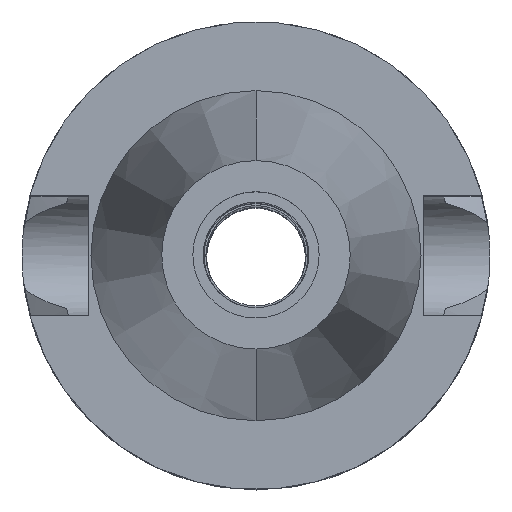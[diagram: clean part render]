
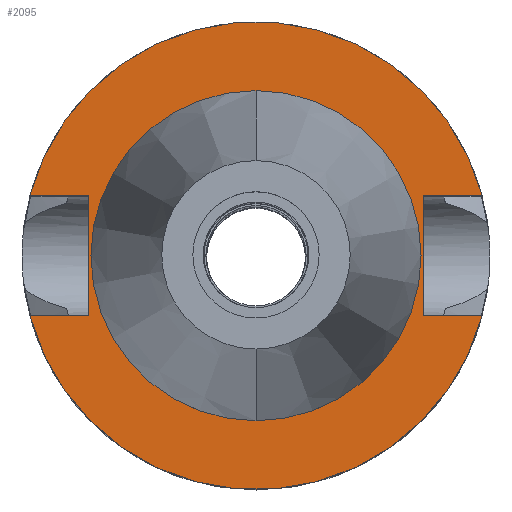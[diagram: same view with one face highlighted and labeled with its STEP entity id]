
A CAD part, top view. The second image highlights one B-rep face of the part: STEP entity #2095.
In plain terms, the highlighted planar face has unit normal (0, 0, 1).
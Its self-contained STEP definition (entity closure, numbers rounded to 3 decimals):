
#162 = CARTESIAN_POINT ( 'NONE',  ( 30.454, 8.05, -1. ) ) ;
#167 = VERTEX_POINT ( 'NONE', #1794 ) ;
#177 = ORIENTED_EDGE ( 'NONE', *, *, #1044, .F. ) ;
#192 = DIRECTION ( 'NONE',  ( 0., 0., 1. ) ) ;
#235 = VECTOR ( 'NONE', #604, 1000. ) ;
#291 = VERTEX_POINT ( 'NONE', #1362 ) ;
#316 = DIRECTION ( 'NONE',  ( 0., 1., 0. ) ) ;
#343 = CARTESIAN_POINT ( 'NONE',  ( 22.5, 8.05, -1. ) ) ;
#399 = EDGE_CURVE ( 'NONE', #2546, #1151, #475, .T. ) ;
#430 = ORIENTED_EDGE ( 'NONE', *, *, #1521, .F. ) ;
#475 = LINE ( 'NONE', #1985, #992 ) ;
#519 = PLANE ( 'NONE',  #2097 ) ;
#522 = AXIS2_PLACEMENT_3D ( 'NONE', #3082, #192, #1174 ) ;
#604 = DIRECTION ( 'NONE',  ( 0., -1., 0. ) ) ;
#624 = DIRECTION ( 'NONE',  ( 1., 0., 0. ) ) ;
#649 = CARTESIAN_POINT ( 'NONE',  ( 0., 0., -1. ) ) ;
#656 = LINE ( 'NONE', #1379, #1926 ) ;
#689 = EDGE_LOOP ( 'NONE', ( #730, #775 ) ) ;
#730 = ORIENTED_EDGE ( 'NONE', *, *, #2813, .F. ) ;
#775 = ORIENTED_EDGE ( 'NONE', *, *, #2299, .F. ) ;
#779 = EDGE_CURVE ( 'NONE', #167, #1395, #1368, .T. ) ;
#890 = CIRCLE ( 'NONE', #1857, 22.225 ) ;
#919 = CARTESIAN_POINT ( 'NONE',  ( -30.454, 8.05, -1. ) ) ;
#923 = ORIENTED_EDGE ( 'NONE', *, *, #1273, .T. ) ;
#981 = ORIENTED_EDGE ( 'NONE', *, *, #399, .F. ) ;
#984 = VERTEX_POINT ( 'NONE', #1791 ) ;
#992 = VECTOR ( 'NONE', #1972, 1000. ) ;
#999 = CARTESIAN_POINT ( 'NONE',  ( 0., 0., -1. ) ) ;
#1013 = LINE ( 'NONE', #343, #235 ) ;
#1037 = DIRECTION ( 'NONE',  ( 0., -1., 0. ) ) ;
#1041 = FACE_BOUND ( 'NONE', #689, .T. ) ;
#1044 = EDGE_CURVE ( 'NONE', #2415, #2104, #2661, .T. ) ;
#1061 = VERTEX_POINT ( 'NONE', #2222 ) ;
#1066 = DIRECTION ( 'NONE',  ( 0., 0., -1. ) ) ;
#1074 = DIRECTION ( 'NONE',  ( 0., 0., -1. ) ) ;
#1114 = LINE ( 'NONE', #1147, #1155 ) ;
#1120 = CARTESIAN_POINT ( 'NONE',  ( 30.454, -8.05, -1. ) ) ;
#1147 = CARTESIAN_POINT ( 'NONE',  ( -22.5, -8.05, -1. ) ) ;
#1151 = VERTEX_POINT ( 'NONE', #2551 ) ;
#1155 = VECTOR ( 'NONE', #3030, 1000. ) ;
#1164 = EDGE_CURVE ( 'NONE', #984, #2104, #656, .T. ) ;
#1174 = DIRECTION ( 'NONE',  ( 0., -1., 0. ) ) ;
#1248 = CARTESIAN_POINT ( 'NONE',  ( -30.454, 8.05, -1. ) ) ;
#1250 = VECTOR ( 'NONE', #624, 1000. ) ;
#1273 = EDGE_CURVE ( 'NONE', #2415, #1469, #2812, .T. ) ;
#1278 = EDGE_LOOP ( 'NONE', ( #981, #2198, #1629, #430, #1575, #177, #923, #2555 ) ) ;
#1362 = CARTESIAN_POINT ( 'NONE',  ( 0., 22.225, -1. ) ) ;
#1368 = LINE ( 'NONE', #2620, #3104 ) ;
#1379 = CARTESIAN_POINT ( 'NONE',  ( 22.5, 8.05, -1. ) ) ;
#1385 = CIRCLE ( 'NONE', #522, 22.225 ) ;
#1395 = VERTEX_POINT ( 'NONE', #1120 ) ;
#1418 = DIRECTION ( 'NONE',  ( 0., 1., 0. ) ) ;
#1419 = DIRECTION ( 'NONE',  ( 1., 0., 0. ) ) ;
#1469 = VERTEX_POINT ( 'NONE', #1483 ) ;
#1483 = CARTESIAN_POINT ( 'NONE',  ( -22.5, 8.05, -1. ) ) ;
#1521 = EDGE_CURVE ( 'NONE', #984, #167, #1013, .T. ) ;
#1575 = ORIENTED_EDGE ( 'NONE', *, *, #1164, .T. ) ;
#1629 = ORIENTED_EDGE ( 'NONE', *, *, #779, .F. ) ;
#1632 = EDGE_CURVE ( 'NONE', #1151, #1469, #1114, .T. ) ;
#1740 = FACE_OUTER_BOUND ( 'NONE', #1278, .T. ) ;
#1791 = CARTESIAN_POINT ( 'NONE',  ( 22.5, 8.05, -1. ) ) ;
#1794 = CARTESIAN_POINT ( 'NONE',  ( 22.5, -8.05, -1. ) ) ;
#1857 = AXIS2_PLACEMENT_3D ( 'NONE', #2634, #3050, #1418 ) ;
#1926 = VECTOR ( 'NONE', #2343, 1000. ) ;
#1972 = DIRECTION ( 'NONE',  ( 1., 0., 0. ) ) ;
#1985 = CARTESIAN_POINT ( 'NONE',  ( -30.454, -8.05, -1. ) ) ;
#2049 = CIRCLE ( 'NONE', #2845, 31.5 ) ;
#2064 = DIRECTION ( 'NONE',  ( 0., -1., 0. ) ) ;
#2095 = ADVANCED_FACE ( 'NONE', ( #1740, #1041 ), #519, .F. ) ;
#2097 = AXIS2_PLACEMENT_3D ( 'NONE', #649, #1074, #2064 ) ;
#2104 = VERTEX_POINT ( 'NONE', #162 ) ;
#2198 = ORIENTED_EDGE ( 'NONE', *, *, #2511, .F. ) ;
#2222 = CARTESIAN_POINT ( 'NONE',  ( 0., -22.225, -1. ) ) ;
#2299 = EDGE_CURVE ( 'NONE', #1061, #291, #1385, .T. ) ;
#2343 = DIRECTION ( 'NONE',  ( 1., 0., 0. ) ) ;
#2415 = VERTEX_POINT ( 'NONE', #1248 ) ;
#2477 = CARTESIAN_POINT ( 'NONE',  ( -30.454, -8.05, -1. ) ) ;
#2511 = EDGE_CURVE ( 'NONE', #1395, #2546, #2049, .T. ) ;
#2546 = VERTEX_POINT ( 'NONE', #2477 ) ;
#2551 = CARTESIAN_POINT ( 'NONE',  ( -22.5, -8.05, -1. ) ) ;
#2555 = ORIENTED_EDGE ( 'NONE', *, *, #1632, .F. ) ;
#2620 = CARTESIAN_POINT ( 'NONE',  ( 22.5, -8.05, -1. ) ) ;
#2634 = CARTESIAN_POINT ( 'NONE',  ( 0., 0., -1. ) ) ;
#2661 = CIRCLE ( 'NONE', #2905, 31.5 ) ;
#2812 = LINE ( 'NONE', #919, #1250 ) ;
#2813 = EDGE_CURVE ( 'NONE', #291, #1061, #890, .T. ) ;
#2845 = AXIS2_PLACEMENT_3D ( 'NONE', #999, #2916, #1037 ) ;
#2905 = AXIS2_PLACEMENT_3D ( 'NONE', #2938, #1066, #316 ) ;
#2916 = DIRECTION ( 'NONE',  ( 0., 0., -1. ) ) ;
#2938 = CARTESIAN_POINT ( 'NONE',  ( 0., 0., -1. ) ) ;
#3030 = DIRECTION ( 'NONE',  ( 0., 1., 0. ) ) ;
#3050 = DIRECTION ( 'NONE',  ( 0., 0., 1. ) ) ;
#3082 = CARTESIAN_POINT ( 'NONE',  ( 0., 0., -1. ) ) ;
#3104 = VECTOR ( 'NONE', #1419, 1000. ) ;
